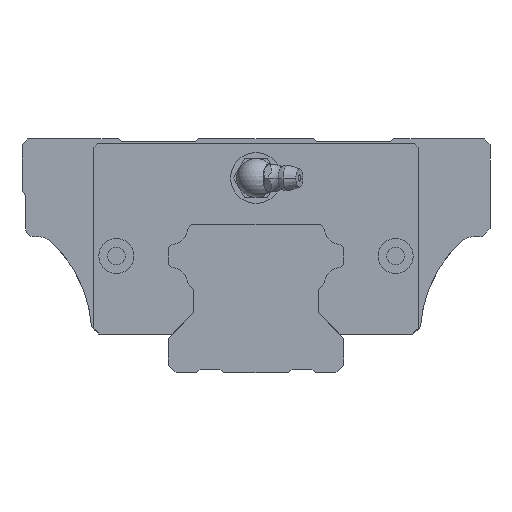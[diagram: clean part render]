
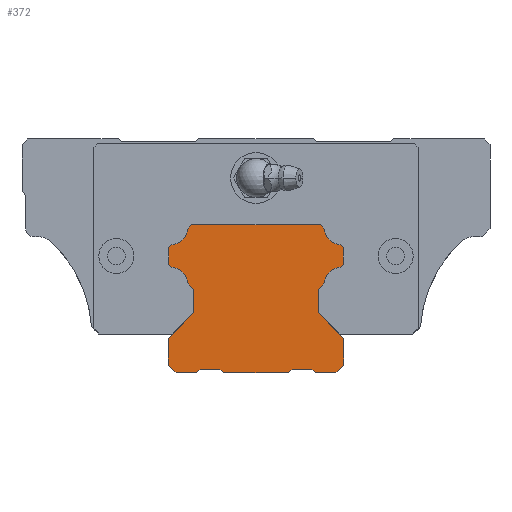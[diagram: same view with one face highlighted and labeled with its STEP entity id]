
A CAD part, front view. The second image highlights one B-rep face of the part: STEP entity #372.
In plain terms, the highlighted planar face has unit normal (0, -1, 0).
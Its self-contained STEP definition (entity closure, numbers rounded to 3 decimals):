
#372=ADVANCED_FACE('',(#834),#835,.T.);
#834=FACE_OUTER_BOUND('',#1405,.T.);
#835=PLANE('',#1406);
#1405=EDGE_LOOP('',(#3163,#3164,#3165,#3166,#3167,#3168,#3169,#3170,#3171,#3172,#3173,#3174,#3175,#3176,#3177,#3178,#3179,#3180,#3181,#3182,#3183,#3184,#3185,#3186,#3187,#3188,#3189,#3190,#3191,#3192,#3193,#3194));
#1406=AXIS2_PLACEMENT_3D('',#3195,#3196,#3197);
#3163=ORIENTED_EDGE('',*,*,#3975,.F.);
#3164=ORIENTED_EDGE('',*,*,#3964,.F.);
#3165=ORIENTED_EDGE('',*,*,#4019,.T.);
#3166=ORIENTED_EDGE('',*,*,#4020,.F.);
#3167=ORIENTED_EDGE('',*,*,#4021,.T.);
#3168=ORIENTED_EDGE('',*,*,#4022,.T.);
#3169=ORIENTED_EDGE('',*,*,#4023,.F.);
#3170=ORIENTED_EDGE('',*,*,#4024,.F.);
#3171=ORIENTED_EDGE('',*,*,#4025,.F.);
#3172=ORIENTED_EDGE('',*,*,#4026,.T.);
#3173=ORIENTED_EDGE('',*,*,#4027,.T.);
#3174=ORIENTED_EDGE('',*,*,#4028,.F.);
#3175=ORIENTED_EDGE('',*,*,#4029,.T.);
#3176=ORIENTED_EDGE('',*,*,#3989,.T.);
#3177=ORIENTED_EDGE('',*,*,#4030,.F.);
#3178=ORIENTED_EDGE('',*,*,#4031,.T.);
#3179=ORIENTED_EDGE('',*,*,#3985,.T.);
#3180=ORIENTED_EDGE('',*,*,#4032,.T.);
#3181=ORIENTED_EDGE('',*,*,#4033,.F.);
#3182=ORIENTED_EDGE('',*,*,#3981,.F.);
#3183=ORIENTED_EDGE('',*,*,#4034,.T.);
#3184=ORIENTED_EDGE('',*,*,#4035,.F.);
#3185=ORIENTED_EDGE('',*,*,#4036,.T.);
#3186=ORIENTED_EDGE('',*,*,#4037,.T.);
#3187=ORIENTED_EDGE('',*,*,#4038,.F.);
#3188=ORIENTED_EDGE('',*,*,#4039,.F.);
#3189=ORIENTED_EDGE('',*,*,#4040,.T.);
#3190=ORIENTED_EDGE('',*,*,#4041,.F.);
#3191=ORIENTED_EDGE('',*,*,#4042,.T.);
#3192=ORIENTED_EDGE('',*,*,#4043,.F.);
#3193=ORIENTED_EDGE('',*,*,#4044,.F.);
#3194=ORIENTED_EDGE('',*,*,#3978,.F.);
#3195=CARTESIAN_POINT('',(21.912,-179.0,37.212));
#3196=DIRECTION('',(0.0,-1.0,0.0));
#3197=DIRECTION('',(0.0,0.0,-1.0));
#3964=EDGE_CURVE('',#4945,#4946,#4947,.T.);
#3975=EDGE_CURVE('',#4946,#4960,#4961,.T.);
#3978=EDGE_CURVE('',#4960,#4965,#4966,.T.);
#3981=EDGE_CURVE('',#4970,#4971,#4972,.T.);
#3985=EDGE_CURVE('',#4978,#4979,#4980,.T.);
#3989=EDGE_CURVE('',#4986,#4987,#4988,.T.);
#4019=EDGE_CURVE('',#4945,#5042,#5043,.T.);
#4020=EDGE_CURVE('',#5044,#5042,#5045,.T.);
#4021=EDGE_CURVE('',#5044,#5046,#5047,.T.);
#4022=EDGE_CURVE('',#5046,#5048,#5049,.T.);
#4023=EDGE_CURVE('',#5050,#5048,#5051,.T.);
#4024=EDGE_CURVE('',#5052,#5050,#5053,.T.);
#4025=EDGE_CURVE('',#5054,#5052,#5055,.T.);
#4026=EDGE_CURVE('',#5054,#5056,#5057,.T.);
#4027=EDGE_CURVE('',#5056,#5058,#5059,.T.);
#4028=EDGE_CURVE('',#5060,#5058,#5061,.T.);
#4029=EDGE_CURVE('',#5060,#4986,#5062,.T.);
#4030=EDGE_CURVE('',#5063,#4987,#5064,.T.);
#4031=EDGE_CURVE('',#5063,#4978,#5065,.T.);
#4032=EDGE_CURVE('',#4979,#5066,#5067,.T.);
#4033=EDGE_CURVE('',#4971,#5066,#5068,.T.);
#4034=EDGE_CURVE('',#4970,#5069,#5070,.T.);
#4035=EDGE_CURVE('',#5071,#5069,#5072,.T.);
#4036=EDGE_CURVE('',#5071,#5073,#5074,.T.);
#4037=EDGE_CURVE('',#5073,#5075,#5076,.T.);
#4038=EDGE_CURVE('',#5077,#5075,#5078,.T.);
#4039=EDGE_CURVE('',#5079,#5077,#5080,.T.);
#4040=EDGE_CURVE('',#5079,#5081,#5082,.T.);
#4041=EDGE_CURVE('',#5083,#5081,#5084,.T.);
#4042=EDGE_CURVE('',#5083,#5085,#5086,.T.);
#4043=EDGE_CURVE('',#5087,#5085,#5088,.T.);
#4044=EDGE_CURVE('',#4965,#5087,#5089,.T.);
#4945=VERTEX_POINT('',#6556);
#4946=VERTEX_POINT('',#6557);
#4947=LINE('',#6558,#6559);
#4960=VERTEX_POINT('',#6575);
#4961=LINE('',#6576,#6577);
#4965=VERTEX_POINT('',#6583);
#4966=CIRCLE('',#6584,4.35);
#4970=VERTEX_POINT('',#6589);
#4971=VERTEX_POINT('',#6590);
#4972=LINE('',#6591,#6592);
#4978=VERTEX_POINT('',#6601);
#4979=VERTEX_POINT('',#6602);
#4980=LINE('',#6603,#6604);
#4986=VERTEX_POINT('',#6613);
#4987=VERTEX_POINT('',#6614);
#4988=LINE('',#6615,#6616);
#5042=VERTEX_POINT('',#6696);
#5043=LINE('',#6697,#6698);
#5044=VERTEX_POINT('',#6699);
#5045=CIRCLE('',#6700,4.35);
#5046=VERTEX_POINT('',#6701);
#5047=LINE('',#6702,#6703);
#5048=VERTEX_POINT('',#6704);
#5049=LINE('',#6705,#6706);
#5050=VERTEX_POINT('',#6707);
#5051=LINE('',#6708,#6709);
#5052=VERTEX_POINT('',#6710);
#5053=CIRCLE('',#6711,4.35);
#5054=VERTEX_POINT('',#6712);
#5055=LINE('',#6713,#6714);
#5056=VERTEX_POINT('',#6715);
#5057=LINE('',#6716,#6717);
#5058=VERTEX_POINT('',#6718);
#5059=LINE('',#6719,#6720);
#5060=VERTEX_POINT('',#6721);
#5061=LINE('',#6722,#6723);
#5062=LINE('',#6724,#6725);
#5063=VERTEX_POINT('',#6726);
#5064=LINE('',#6727,#6728);
#5065=LINE('',#6729,#6730);
#5066=VERTEX_POINT('',#6731);
#5067=LINE('',#6732,#6733);
#5068=LINE('',#6734,#6735);
#5069=VERTEX_POINT('',#6736);
#5070=LINE('',#6737,#6738);
#5071=VERTEX_POINT('',#6739);
#5072=LINE('',#6740,#6741);
#5073=VERTEX_POINT('',#6742);
#5074=LINE('',#6743,#6744);
#5075=VERTEX_POINT('',#6745);
#5076=LINE('',#6746,#6747);
#5077=VERTEX_POINT('',#6748);
#5078=LINE('',#6749,#6750);
#5079=VERTEX_POINT('',#6751);
#5080=LINE('',#6752,#6753);
#5081=VERTEX_POINT('',#6754);
#5082=LINE('',#6755,#6756);
#5083=VERTEX_POINT('',#6757);
#5084=CIRCLE('',#6758,4.35);
#5085=VERTEX_POINT('',#6759);
#5086=LINE('',#6760,#6761);
#5087=VERTEX_POINT('',#6762);
#5088=LINE('',#6763,#6764);
#5089=LINE('',#6765,#6766);
#6556=CARTESIAN_POINT('',(-16.459,-179.0,38.0));
#6557=CARTESIAN_POINT('',(16.459,-179.0,38.0));
#6558=CARTESIAN_POINT('',(21.912,-179.0,38.0));
#6559=VECTOR('',#7632,1000.0);
#6575=CARTESIAN_POINT('',(17.575,-179.0,36.884));
#6576=CARTESIAN_POINT('',(16.559,-179.0,37.9));
#6577=VECTOR('',#7657,1000.0);
#6583=CARTESIAN_POINT('',(21.584,-179.0,32.875));
#6584=AXIS2_PLACEMENT_3D('',#7660,#7661,#7662);
#6589=CARTESIAN_POINT('',(14.3,-179.0,1.0));
#6590=CARTESIAN_POINT('',(9.3,-179.0,1.0));
#6591=CARTESIAN_POINT('',(14.3,-179.0,1.0));
#6592=VECTOR('',#7667,1000.0);
#6601=CARTESIAN_POINT('',(-9.3,-179.0,1.0));
#6602=CARTESIAN_POINT('',(-8.3,-179.0,0.0));
#6603=CARTESIAN_POINT('',(-9.3,-179.0,1.0));
#6604=VECTOR('',#7671,1000.0);
#6613=CARTESIAN_POINT('',(-20.5,-179.0,0.0));
#6614=CARTESIAN_POINT('',(-15.3,-179.0,0.0));
#6615=CARTESIAN_POINT('',(-20.5,-179.0,0.0));
#6616=VECTOR('',#7675,1000.0);
#6696=CARTESIAN_POINT('',(-17.575,-179.0,36.884));
#6697=CARTESIAN_POINT('',(-16.559,-179.0,37.9));
#6698=VECTOR('',#7711,1000.0);
#6699=CARTESIAN_POINT('',(-21.584,-179.0,32.875));
#6700=AXIS2_PLACEMENT_3D('',#7712,#7713,#7714);
#6701=CARTESIAN_POINT('',(-22.4,-179.0,32.059));
#6702=CARTESIAN_POINT('',(-21.584,-179.0,32.875));
#6703=VECTOR('',#7715,1000.0);
#6704=CARTESIAN_POINT('',(-22.4,-179.0,27.941));
#6705=CARTESIAN_POINT('',(-22.4,-179.0,32.059));
#6706=VECTOR('',#7716,1000.0);
#6707=CARTESIAN_POINT('',(-21.584,-179.0,27.125));
#6708=CARTESIAN_POINT('',(-21.584,-179.0,27.125));
#6709=VECTOR('',#7717,1000.0);
#6710=CARTESIAN_POINT('',(-17.575,-179.0,23.116));
#6711=AXIS2_PLACEMENT_3D('',#7718,#7719,#7720);
#6712=CARTESIAN_POINT('',(-15.9,-179.0,21.441));
#6713=CARTESIAN_POINT('',(-15.9,-179.0,21.441));
#6714=VECTOR('',#7721,1000.0);
#6715=CARTESIAN_POINT('',(-15.9,-179.0,15.459));
#6716=CARTESIAN_POINT('',(-15.9,-179.0,21.441));
#6717=VECTOR('',#7722,1000.0);
#6718=CARTESIAN_POINT('',(-22.5,-179.0,8.859));
#6719=CARTESIAN_POINT('',(-15.9,-179.0,15.459));
#6720=VECTOR('',#7723,1000.0);
#6721=CARTESIAN_POINT('',(-22.5,-179.0,2.0));
#6722=CARTESIAN_POINT('',(-22.5,-179.0,2.0));
#6723=VECTOR('',#7724,1000.0);
#6724=CARTESIAN_POINT('',(-22.5,-179.0,2.0));
#6725=VECTOR('',#7725,1000.0);
#6726=CARTESIAN_POINT('',(-14.3,-179.0,1.0));
#6727=CARTESIAN_POINT('',(-14.3,-179.0,1.0));
#6728=VECTOR('',#7726,1000.0);
#6729=CARTESIAN_POINT('',(-14.3,-179.0,1.0));
#6730=VECTOR('',#7727,1000.0);
#6731=CARTESIAN_POINT('',(8.3,-179.0,0.0));
#6732=CARTESIAN_POINT('',(-8.3,-179.0,0.0));
#6733=VECTOR('',#7728,1000.0);
#6734=CARTESIAN_POINT('',(9.3,-179.0,1.0));
#6735=VECTOR('',#7729,1000.0);
#6736=CARTESIAN_POINT('',(15.3,-179.0,0.0));
#6737=CARTESIAN_POINT('',(14.3,-179.0,1.0));
#6738=VECTOR('',#7730,1000.0);
#6739=CARTESIAN_POINT('',(20.5,-179.0,0.0));
#6740=CARTESIAN_POINT('',(20.5,-179.0,0.0));
#6741=VECTOR('',#7731,1000.0);
#6742=CARTESIAN_POINT('',(22.5,-179.0,2.0));
#6743=CARTESIAN_POINT('',(20.5,-179.0,0.0));
#6744=VECTOR('',#7732,1000.0);
#6745=CARTESIAN_POINT('',(22.5,-179.0,8.859));
#6746=CARTESIAN_POINT('',(22.5,-179.0,2.0));
#6747=VECTOR('',#7733,1000.0);
#6748=CARTESIAN_POINT('',(15.9,-179.0,15.459));
#6749=CARTESIAN_POINT('',(15.9,-179.0,15.459));
#6750=VECTOR('',#7734,1000.0);
#6751=CARTESIAN_POINT('',(15.9,-179.0,21.441));
#6752=CARTESIAN_POINT('',(15.9,-179.0,21.441));
#6753=VECTOR('',#7735,1000.0);
#6754=CARTESIAN_POINT('',(17.575,-179.0,23.116));
#6755=CARTESIAN_POINT('',(15.9,-179.0,21.441));
#6756=VECTOR('',#7736,1000.0);
#6757=CARTESIAN_POINT('',(21.584,-179.0,27.125));
#6758=AXIS2_PLACEMENT_3D('',#7737,#7738,#7739);
#6759=CARTESIAN_POINT('',(22.4,-179.0,27.941));
#6760=CARTESIAN_POINT('',(21.584,-179.0,27.125));
#6761=VECTOR('',#7740,1000.0);
#6762=CARTESIAN_POINT('',(22.4,-179.0,32.059));
#6763=CARTESIAN_POINT('',(22.4,-179.0,32.059));
#6764=VECTOR('',#7741,1000.0);
#6765=CARTESIAN_POINT('',(21.584,-179.0,32.875));
#6766=VECTOR('',#7742,1000.0);
#7632=DIRECTION('',(1.0,0.0,0.0));
#7657=DIRECTION('',(0.707,0.0,-0.707));
#7660=CARTESIAN_POINT('',(21.912,-179.0,37.212));
#7661=DIRECTION('',(0.0,-1.0,0.0));
#7662=DIRECTION('',(1.0,0.0,0.0));
#7667=DIRECTION('',(-1.0,0.0,0.0));
#7671=DIRECTION('',(0.707,0.0,-0.707));
#7675=DIRECTION('',(1.0,0.0,0.0));
#7711=DIRECTION('',(-0.707,0.0,-0.707));
#7712=CARTESIAN_POINT('',(-21.912,-179.0,37.212));
#7713=DIRECTION('',(0.0,-1.0,0.0));
#7714=DIRECTION('',(1.0,0.0,0.0));
#7715=DIRECTION('',(-0.707,0.0,-0.707));
#7716=DIRECTION('',(0.0,0.0,-1.0));
#7717=DIRECTION('',(-0.707,0.0,0.707));
#7718=CARTESIAN_POINT('',(-21.912,-179.0,22.788));
#7719=DIRECTION('',(0.0,-1.0,0.0));
#7720=DIRECTION('',(1.0,0.0,0.0));
#7721=DIRECTION('',(-0.707,0.0,0.707));
#7722=DIRECTION('',(0.0,0.0,-1.0));
#7723=DIRECTION('',(-0.707,0.0,-0.707));
#7724=DIRECTION('',(0.0,0.0,1.0));
#7725=DIRECTION('',(0.707,0.0,-0.707));
#7726=DIRECTION('',(-0.707,0.0,-0.707));
#7727=DIRECTION('',(1.0,0.0,0.0));
#7728=DIRECTION('',(1.0,0.0,0.0));
#7729=DIRECTION('',(-0.707,0.0,-0.707));
#7730=DIRECTION('',(0.707,0.0,-0.707));
#7731=DIRECTION('',(-1.0,0.0,0.0));
#7732=DIRECTION('',(0.707,0.0,0.707));
#7733=DIRECTION('',(0.0,0.0,1.0));
#7734=DIRECTION('',(0.707,0.0,-0.707));
#7735=DIRECTION('',(0.0,0.0,-1.0));
#7736=DIRECTION('',(0.707,0.0,0.707));
#7737=CARTESIAN_POINT('',(21.912,-179.0,22.788));
#7738=DIRECTION('',(0.0,-1.0,0.0));
#7739=DIRECTION('',(1.0,0.0,0.0));
#7740=DIRECTION('',(0.707,0.0,0.707));
#7741=DIRECTION('',(0.0,0.0,-1.0));
#7742=DIRECTION('',(0.707,0.0,-0.707));
